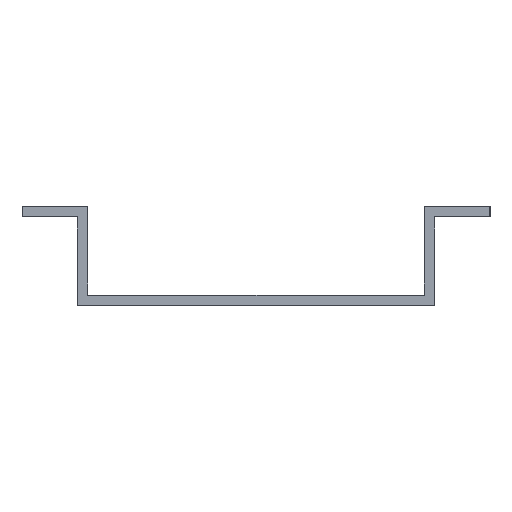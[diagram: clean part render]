
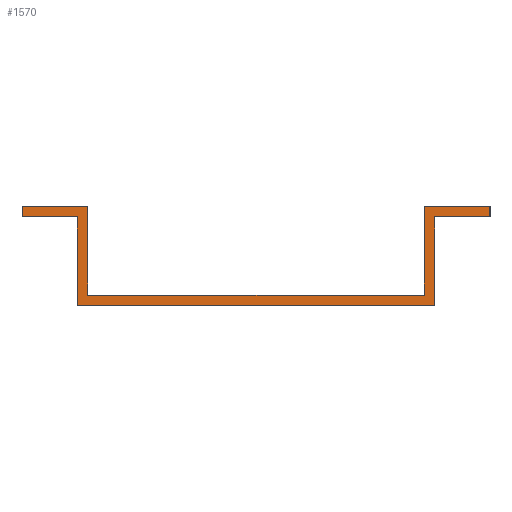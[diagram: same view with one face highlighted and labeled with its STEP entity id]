
A CAD part, left-side view. The second image highlights one B-rep face of the part: STEP entity #1570.
In plain terms, the highlighted planar face has unit normal (-1, 0, 0).
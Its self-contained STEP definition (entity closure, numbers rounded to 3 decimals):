
#24 = VECTOR ( 'NONE', #1027, 1000. ) ;
#45 = VERTEX_POINT ( 'NONE', #445 ) ;
#69 = VERTEX_POINT ( 'NONE', #319 ) ;
#75 = VECTOR ( 'NONE', #1210, 1000. ) ;
#81 = CARTESIAN_POINT ( 'NONE',  ( -150., 17.65, 6.7 ) ) ;
#152 = VERTEX_POINT ( 'NONE', #502 ) ;
#153 = CARTESIAN_POINT ( 'NONE',  ( -150., -12.7, 0. ) ) ;
#161 = ORIENTED_EDGE ( 'NONE', *, *, #1699, .F. ) ;
#163 = CARTESIAN_POINT ( 'NONE',  ( -150., -13.5, -0.8 ) ) ;
#169 = CARTESIAN_POINT ( 'NONE',  ( -150., -13.5, -0.8 ) ) ;
#173 = EDGE_CURVE ( 'NONE', #152, #1343, #306, .T. ) ;
#205 = EDGE_CURVE ( 'NONE', #727, #520, #1069, .T. ) ;
#210 = EDGE_CURVE ( 'NONE', #1534, #454, #1407, .T. ) ;
#280 = EDGE_CURVE ( 'NONE', #362, #1534, #568, .T. ) ;
#300 = LINE ( 'NONE', #163, #695 ) ;
#306 = LINE ( 'NONE', #530, #1768 ) ;
#319 = CARTESIAN_POINT ( 'NONE',  ( -150., -13.5, 5.9 ) ) ;
#324 = EDGE_CURVE ( 'NONE', #45, #596, #1605, .T. ) ;
#356 = EDGE_CURVE ( 'NONE', #1343, #362, #471, .T. ) ;
#358 = VECTOR ( 'NONE', #600, 1000. ) ;
#359 = CARTESIAN_POINT ( 'NONE',  ( -150., 13.5, 5.9 ) ) ;
#362 = VERTEX_POINT ( 'NONE', #1866 ) ;
#429 = DIRECTION ( 'NONE',  ( 0., 1., 0. ) ) ;
#445 = CARTESIAN_POINT ( 'NONE',  ( -150., 13.5, -0.8 ) ) ;
#448 = DIRECTION ( 'NONE',  ( 0., 0., -1. ) ) ;
#454 = VERTEX_POINT ( 'NONE', #477 ) ;
#471 = LINE ( 'NONE', #1596, #24 ) ;
#473 = VERTEX_POINT ( 'NONE', #169 ) ;
#477 = CARTESIAN_POINT ( 'NONE',  ( -150., -12.7, 0. ) ) ;
#502 = CARTESIAN_POINT ( 'NONE',  ( -150., 17.65, 5.9 ) ) ;
#520 = VERTEX_POINT ( 'NONE', #1057 ) ;
#530 = CARTESIAN_POINT ( 'NONE',  ( -150., 17.65, 6.7 ) ) ;
#537 = CARTESIAN_POINT ( 'NONE',  ( -150., -17.65, 6.7 ) ) ;
#553 = DIRECTION ( 'NONE',  ( 0., 0., 1. ) ) ;
#568 = LINE ( 'NONE', #1295, #1363 ) ;
#578 = ORIENTED_EDGE ( 'NONE', *, *, #872, .F. ) ;
#596 = VERTEX_POINT ( 'NONE', #1077 ) ;
#600 = DIRECTION ( 'NONE',  ( 0., -1., 0. ) ) ;
#603 = CARTESIAN_POINT ( 'NONE',  ( -150., -12.7, 0. ) ) ;
#624 = VERTEX_POINT ( 'NONE', #811 ) ;
#632 = DIRECTION ( 'NONE',  ( 0., 0., -1. ) ) ;
#634 = DIRECTION ( 'NONE',  ( 0., 0., -1. ) ) ;
#666 = ORIENTED_EDGE ( 'NONE', *, *, #1723, .F. ) ;
#695 = VECTOR ( 'NONE', #634, 1000. ) ;
#727 = VERTEX_POINT ( 'NONE', #830 ) ;
#738 = LINE ( 'NONE', #153, #1440 ) ;
#745 = DIRECTION ( 'NONE',  ( 0., 1., 0. ) ) ;
#750 = DIRECTION ( 'NONE',  ( 0., 0., 1. ) ) ;
#754 = ORIENTED_EDGE ( 'NONE', *, *, #1474, .F. ) ;
#756 = ORIENTED_EDGE ( 'NONE', *, *, #210, .F. ) ;
#772 = DIRECTION ( 'NONE',  ( -1., 0., 0. ) ) ;
#778 = ORIENTED_EDGE ( 'NONE', *, *, #205, .F. ) ;
#811 = CARTESIAN_POINT ( 'NONE',  ( -150., -12.7, 6.7 ) ) ;
#830 = CARTESIAN_POINT ( 'NONE',  ( -150., -17.65, 6.7 ) ) ;
#851 = LINE ( 'NONE', #359, #75 ) ;
#860 = VECTOR ( 'NONE', #750, 1000. ) ;
#865 = ORIENTED_EDGE ( 'NONE', *, *, #173, .F. ) ;
#872 = EDGE_CURVE ( 'NONE', #520, #69, #1466, .T. ) ;
#875 = VECTOR ( 'NONE', #745, 1000. ) ;
#892 = ORIENTED_EDGE ( 'NONE', *, *, #1567, .F. ) ;
#932 = ORIENTED_EDGE ( 'NONE', *, *, #324, .F. ) ;
#1027 = DIRECTION ( 'NONE',  ( 0., -1., 0. ) ) ;
#1031 = VECTOR ( 'NONE', #632, 1000. ) ;
#1043 = DIRECTION ( 'NONE',  ( 0., 0., 1. ) ) ;
#1057 = CARTESIAN_POINT ( 'NONE',  ( -150., -17.65, 5.9 ) ) ;
#1069 = LINE ( 'NONE', #537, #1031 ) ;
#1077 = CARTESIAN_POINT ( 'NONE',  ( -150., 13.5, 5.9 ) ) ;
#1091 = ORIENTED_EDGE ( 'NONE', *, *, #1583, .F. ) ;
#1126 = VECTOR ( 'NONE', #1222, 1000. ) ;
#1197 = FACE_OUTER_BOUND ( 'NONE', #1560, .T. ) ;
#1210 = DIRECTION ( 'NONE',  ( 0., 1., 0. ) ) ;
#1217 = CARTESIAN_POINT ( 'NONE',  ( -150., -12.7, 6.7 ) ) ;
#1222 = DIRECTION ( 'NONE',  ( 0., -1., 0. ) ) ;
#1232 = ORIENTED_EDGE ( 'NONE', *, *, #356, .F. ) ;
#1276 = CARTESIAN_POINT ( 'NONE',  ( -150., -13.5, 5.9 ) ) ;
#1283 = LINE ( 'NONE', #1582, #875 ) ;
#1295 = CARTESIAN_POINT ( 'NONE',  ( -150., 12.7, 0. ) ) ;
#1326 = PLANE ( 'NONE',  #1355 ) ;
#1343 = VERTEX_POINT ( 'NONE', #81 ) ;
#1355 = AXIS2_PLACEMENT_3D ( 'NONE', #1611, #772, #1745 ) ;
#1363 = VECTOR ( 'NONE', #448, 1000. ) ;
#1407 = LINE ( 'NONE', #603, #358 ) ;
#1440 = VECTOR ( 'NONE', #1043, 1000. ) ;
#1455 = CARTESIAN_POINT ( 'NONE',  ( -150., 12.7, 0. ) ) ;
#1466 = LINE ( 'NONE', #1276, #1829 ) ;
#1474 = EDGE_CURVE ( 'NONE', #473, #45, #1283, .T. ) ;
#1534 = VERTEX_POINT ( 'NONE', #1455 ) ;
#1560 = EDGE_LOOP ( 'NONE', ( #1616, #1232, #865, #161, #932, #754, #1091, #578, #778, #666, #892, #756 ) ) ;
#1567 = EDGE_CURVE ( 'NONE', #454, #624, #738, .T. ) ;
#1570 = ADVANCED_FACE ( 'NONE', ( #1197 ), #1326, .T. ) ;
#1582 = CARTESIAN_POINT ( 'NONE',  ( -150., -13.5, -0.8 ) ) ;
#1583 = EDGE_CURVE ( 'NONE', #69, #473, #300, .T. ) ;
#1587 = CARTESIAN_POINT ( 'NONE',  ( -150., 13.5, -0.8 ) ) ;
#1596 = CARTESIAN_POINT ( 'NONE',  ( -150., 12.7, 6.7 ) ) ;
#1605 = LINE ( 'NONE', #1587, #860 ) ;
#1611 = CARTESIAN_POINT ( 'NONE',  ( -150., 0., 0. ) ) ;
#1616 = ORIENTED_EDGE ( 'NONE', *, *, #280, .F. ) ;
#1699 = EDGE_CURVE ( 'NONE', #596, #152, #851, .T. ) ;
#1723 = EDGE_CURVE ( 'NONE', #624, #727, #1869, .T. ) ;
#1745 = DIRECTION ( 'NONE',  ( 0., 0., 1. ) ) ;
#1768 = VECTOR ( 'NONE', #553, 1000. ) ;
#1829 = VECTOR ( 'NONE', #429, 1000. ) ;
#1866 = CARTESIAN_POINT ( 'NONE',  ( -150., 12.7, 6.7 ) ) ;
#1869 = LINE ( 'NONE', #1217, #1126 ) ;
